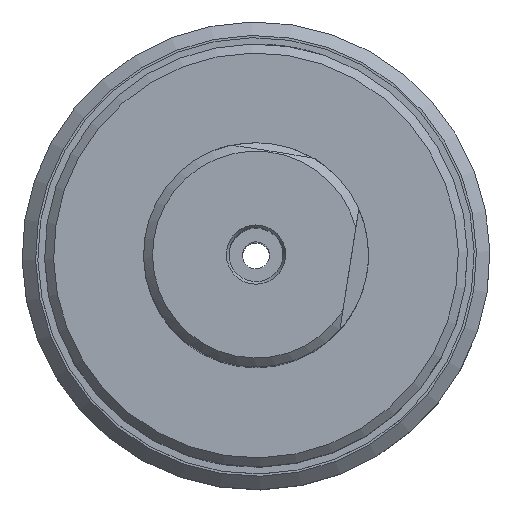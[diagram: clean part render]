
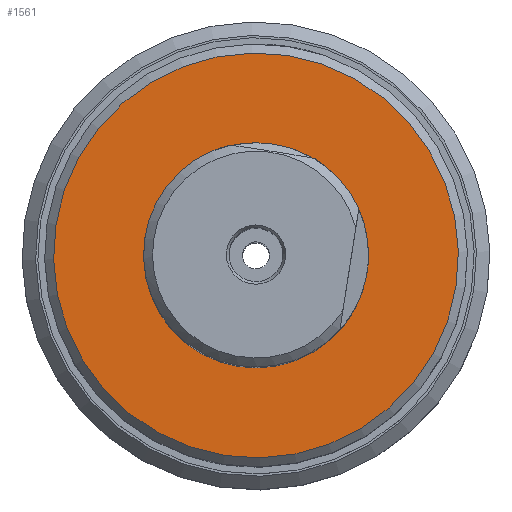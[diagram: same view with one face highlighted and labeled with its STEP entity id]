
A CAD part, top view. The second image highlights one B-rep face of the part: STEP entity #1561.
In plain terms, the highlighted planar face has unit normal (0, 0, 1).
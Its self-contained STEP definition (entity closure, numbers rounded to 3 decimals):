
#84=CIRCLE('',#1656,22.5);
#95=CIRCLE('',#1695,12.5);
#415=ORIENTED_EDGE('',*,*,#588,.T.);
#416=ORIENTED_EDGE('',*,*,#546,.F.);
#546=EDGE_CURVE('',#663,#663,#84,.T.);
#588=EDGE_CURVE('',#695,#695,#95,.T.);
#663=VERTEX_POINT('',#3271);
#695=VERTEX_POINT('',#4267);
#801=EDGE_LOOP('',(#415));
#802=EDGE_LOOP('',(#416));
#921=FACE_BOUND('',#801,.T.);
#922=FACE_BOUND('',#802,.T.);
#988=PLANE('',#1696);
#1561=ADVANCED_FACE('',(#921,#922),#988,.F.);
#1656=AXIS2_PLACEMENT_3D('',#3270,#1896,#1897);
#1695=AXIS2_PLACEMENT_3D('',#4266,#1986,#1987);
#1696=AXIS2_PLACEMENT_3D('',#4268,#1988,#1989);
#1896=DIRECTION('',(0.,0.,-1.));
#1897=DIRECTION('',(-0.155,-0.988,0.));
#1986=DIRECTION('',(0.,0.,-1.));
#1987=DIRECTION('',(0.155,0.988,0.));
#1988=DIRECTION('',(0.,0.,-1.));
#1989=DIRECTION('',(0.155,0.988,0.));
#3270=CARTESIAN_POINT('',(0.,0.,0.));
#3271=CARTESIAN_POINT('',(-3.481,-22.229,0.));
#4266=CARTESIAN_POINT('',(0.,0.,0.));
#4267=CARTESIAN_POINT('',(1.934,12.349,0.));
#4268=CARTESIAN_POINT('',(2.785,17.783,0.));
